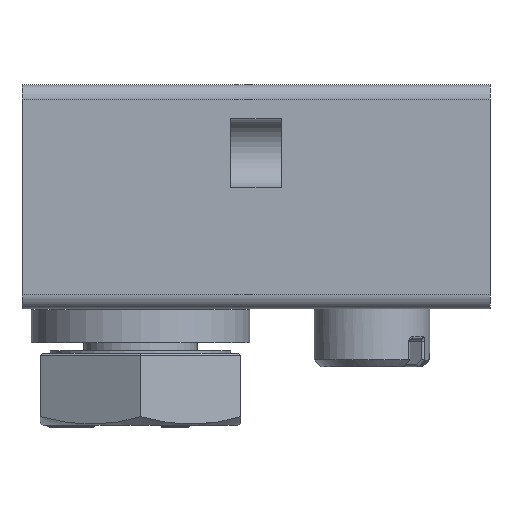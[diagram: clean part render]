
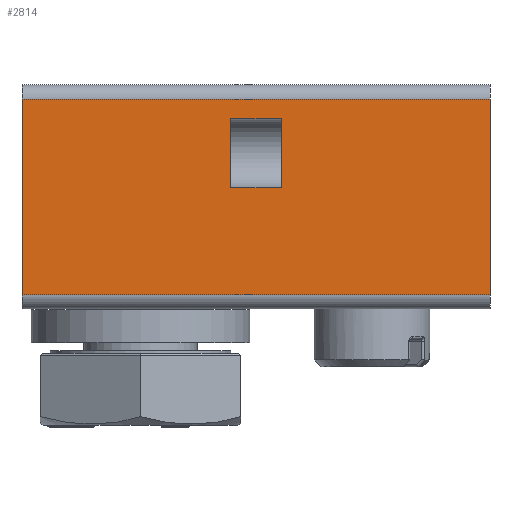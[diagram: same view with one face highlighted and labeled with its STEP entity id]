
A CAD part, left-side view. The second image highlights one B-rep face of the part: STEP entity #2814.
In plain terms, the highlighted planar face has unit normal (-1, 0, 0).
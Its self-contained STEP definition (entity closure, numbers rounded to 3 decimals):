
#2786 = VERTEX_POINT('',#2787);
#2787 = CARTESIAN_POINT('',(-4.369,-12.827,-5.359));
#2794 = EDGE_CURVE('',#2786,#2795,#2797,.T.);
#2795 = VERTEX_POINT('',#2796);
#2796 = CARTESIAN_POINT('',(-4.369,12.827,-5.359));
#2797 = LINE('',#2798,#2799);
#2798 = CARTESIAN_POINT('',(-4.369,12.827,-5.359));
#2799 = VECTOR('',#2800,1.);
#2800 = DIRECTION('',(0.,1.,0.));
#2814 = ADVANCED_FACE('',(#2815,#2840),#2874,.T.);
#2815 = FACE_BOUND('',#2816,.T.);
#2816 = EDGE_LOOP('',(#2817,#2818,#2826,#2834));
#2817 = ORIENTED_EDGE('',*,*,#2794,.F.);
#2818 = ORIENTED_EDGE('',*,*,#2819,.T.);
#2819 = EDGE_CURVE('',#2786,#2820,#2822,.T.);
#2820 = VERTEX_POINT('',#2821);
#2821 = CARTESIAN_POINT('',(-4.369,-12.827,5.359));
#2822 = LINE('',#2823,#2824);
#2823 = CARTESIAN_POINT('',(-4.369,-12.827,6.147));
#2824 = VECTOR('',#2825,1.);
#2825 = DIRECTION('',(0.,0.,1.));
#2826 = ORIENTED_EDGE('',*,*,#2827,.F.);
#2827 = EDGE_CURVE('',#2828,#2820,#2830,.T.);
#2828 = VERTEX_POINT('',#2829);
#2829 = CARTESIAN_POINT('',(-4.369,12.827,5.359));
#2830 = LINE('',#2831,#2832);
#2831 = CARTESIAN_POINT('',(-4.369,12.827,5.359));
#2832 = VECTOR('',#2833,1.);
#2833 = DIRECTION('',(0.,-1.,0.));
#2834 = ORIENTED_EDGE('',*,*,#2835,.T.);
#2835 = EDGE_CURVE('',#2828,#2795,#2836,.T.);
#2836 = LINE('',#2837,#2838);
#2837 = CARTESIAN_POINT('',(-4.369,12.827,6.147));
#2838 = VECTOR('',#2839,1.);
#2839 = DIRECTION('',(0.,0.,-1.));
#2840 = FACE_BOUND('',#2841,.T.);
#2841 = EDGE_LOOP('',(#2842,#2852,#2860,#2868));
#2842 = ORIENTED_EDGE('',*,*,#2843,.T.);
#2843 = EDGE_CURVE('',#2844,#2846,#2848,.T.);
#2844 = VERTEX_POINT('',#2845);
#2845 = CARTESIAN_POINT('',(-4.369,1.384,0.485));
#2846 = VERTEX_POINT('',#2847);
#2847 = CARTESIAN_POINT('',(-4.369,1.384,4.29));
#2848 = LINE('',#2849,#2850);
#2849 = CARTESIAN_POINT('',(-4.369,1.384,-2.286));
#2850 = VECTOR('',#2851,1.);
#2851 = DIRECTION('',(0.,0.,1.));
#2852 = ORIENTED_EDGE('',*,*,#2853,.T.);
#2853 = EDGE_CURVE('',#2846,#2854,#2856,.T.);
#2854 = VERTEX_POINT('',#2855);
#2855 = CARTESIAN_POINT('',(-4.369,-1.384,4.29));
#2856 = LINE('',#2857,#2858);
#2857 = CARTESIAN_POINT('',(-4.369,0.,4.29)
  );
#2858 = VECTOR('',#2859,1.);
#2859 = DIRECTION('',(0.,-1.,0.));
#2860 = ORIENTED_EDGE('',*,*,#2861,.T.);
#2861 = EDGE_CURVE('',#2854,#2862,#2864,.T.);
#2862 = VERTEX_POINT('',#2863);
#2863 = CARTESIAN_POINT('',(-4.369,-1.384,0.485));
#2864 = LINE('',#2865,#2866);
#2865 = CARTESIAN_POINT('',(-4.369,-1.384,-1.88));
#2866 = VECTOR('',#2867,1.);
#2867 = DIRECTION('',(0.,0.,-1.));
#2868 = ORIENTED_EDGE('',*,*,#2869,.T.);
#2869 = EDGE_CURVE('',#2862,#2844,#2870,.T.);
#2870 = LINE('',#2871,#2872);
#2871 = CARTESIAN_POINT('',(-4.369,0.,0.485)
  );
#2872 = VECTOR('',#2873,1.);
#2873 = DIRECTION('',(0.,1.,0.));
#2874 = PLANE('',#2875);
#2875 = AXIS2_PLACEMENT_3D('',#2876,#2877,#2878);
#2876 = CARTESIAN_POINT('',(-4.369,12.827,-6.147));
#2877 = DIRECTION('',(-1.,0.,0.));
#2878 = DIRECTION('',(0.,0.,1.));
